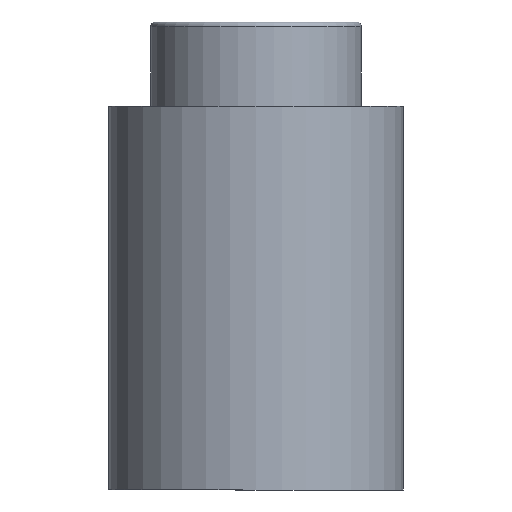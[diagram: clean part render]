
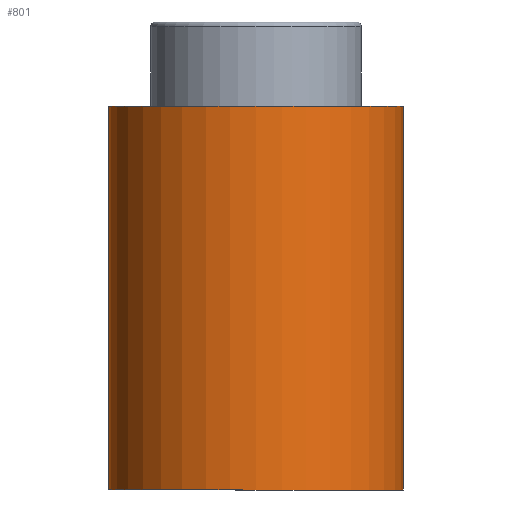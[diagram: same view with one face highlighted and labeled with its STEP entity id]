
A CAD part, front view. The second image highlights one B-rep face of the part: STEP entity #801.
In plain terms, the highlighted cylindrical face has radius 31.5 mm (diameter 63 mm), a partial arc.
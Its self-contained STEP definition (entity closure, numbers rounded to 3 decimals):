
#11 = EDGE_LOOP ( 'NONE', ( #703, #1251, #91, #1156 ) ) ;
#62 = VERTEX_POINT ( 'NONE', #567 ) ;
#68 = VECTOR ( 'NONE', #1079, 1000. ) ;
#81 = LINE ( 'NONE', #987, #68 ) ;
#91 = ORIENTED_EDGE ( 'NONE', *, *, #983, .T. ) ;
#113 = DIRECTION ( 'NONE',  ( -1., 0., 0. ) ) ;
#161 = DIRECTION ( 'NONE',  ( 0., 0., -1. ) ) ;
#245 = AXIS2_PLACEMENT_3D ( 'NONE', #1017, #1109, #968 ) ;
#267 = CARTESIAN_POINT ( 'NONE',  ( -31.5, 0., 0. ) ) ;
#278 = AXIS2_PLACEMENT_3D ( 'NONE', #328, #1126, #113 ) ;
#320 = VERTEX_POINT ( 'NONE', #424 ) ;
#328 = CARTESIAN_POINT ( 'NONE',  ( 0., 0., 0. ) ) ;
#382 = CARTESIAN_POINT ( 'NONE',  ( 31.5, 0., 0. ) ) ;
#424 = CARTESIAN_POINT ( 'NONE',  ( -31.5, 0., 82. ) ) ;
#446 = CIRCLE ( 'NONE', #774, 31.5 ) ;
#478 = VECTOR ( 'NONE', #161, 1000. ) ;
#518 = VERTEX_POINT ( 'NONE', #382 ) ;
#567 = CARTESIAN_POINT ( 'NONE',  ( -31.5, 0., 0. ) ) ;
#593 = EDGE_CURVE ( 'NONE', #518, #62, #627, .T. ) ;
#627 = CIRCLE ( 'NONE', #278, 31.5 ) ;
#659 = EDGE_CURVE ( 'NONE', #865, #518, #81, .T. ) ;
#703 = ORIENTED_EDGE ( 'NONE', *, *, #659, .F. ) ;
#774 = AXIS2_PLACEMENT_3D ( 'NONE', #847, #1119, #1081 ) ;
#801 = ADVANCED_FACE ( 'NONE', ( #1217 ), #1161, .T. ) ;
#847 = CARTESIAN_POINT ( 'NONE',  ( 0., 0., 82. ) ) ;
#865 = VERTEX_POINT ( 'NONE', #890 ) ;
#888 = LINE ( 'NONE', #267, #478 ) ;
#890 = CARTESIAN_POINT ( 'NONE',  ( 31.5, 0., 82. ) ) ;
#968 = DIRECTION ( 'NONE',  ( -1., 0., 0. ) ) ;
#983 = EDGE_CURVE ( 'NONE', #320, #62, #888, .T. ) ;
#987 = CARTESIAN_POINT ( 'NONE',  ( 31.5, 0., 0. ) ) ;
#1017 = CARTESIAN_POINT ( 'NONE',  ( 0., 0., 0. ) ) ;
#1079 = DIRECTION ( 'NONE',  ( 0., 0., -1. ) ) ;
#1081 = DIRECTION ( 'NONE',  ( -1., 0., 0. ) ) ;
#1109 = DIRECTION ( 'NONE',  ( 0., 0., -1. ) ) ;
#1119 = DIRECTION ( 'NONE',  ( 0., 0., -1. ) ) ;
#1126 = DIRECTION ( 'NONE',  ( 0., 0., -1. ) ) ;
#1156 = ORIENTED_EDGE ( 'NONE', *, *, #593, .F. ) ;
#1161 = CYLINDRICAL_SURFACE ( 'NONE', #245, 31.5 ) ;
#1162 = EDGE_CURVE ( 'NONE', #865, #320, #446, .T. ) ;
#1217 = FACE_OUTER_BOUND ( 'NONE', #11, .T. ) ;
#1251 = ORIENTED_EDGE ( 'NONE', *, *, #1162, .T. ) ;
